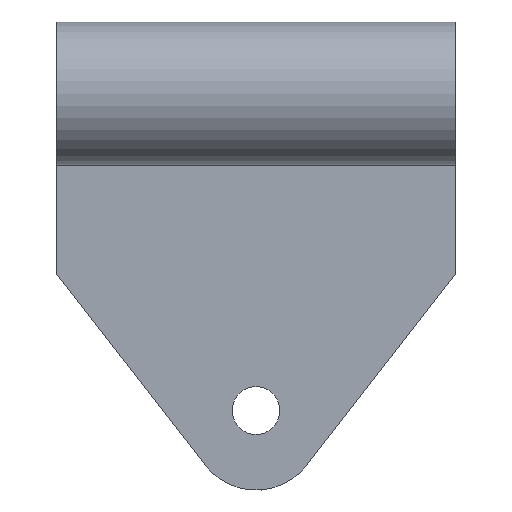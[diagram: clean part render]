
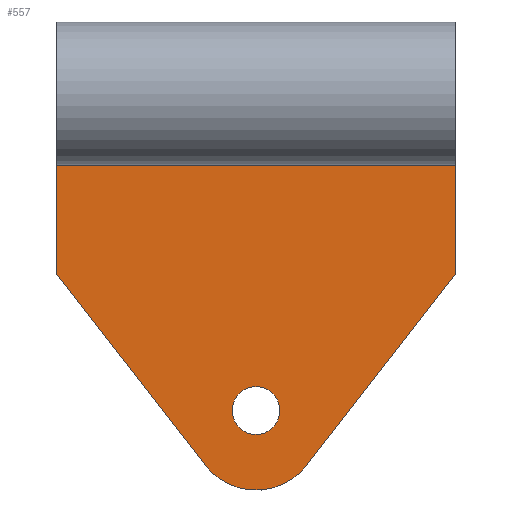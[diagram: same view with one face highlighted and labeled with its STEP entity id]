
A CAD part, front view. The second image highlights one B-rep face of the part: STEP entity #557.
In plain terms, the highlighted planar face has unit normal (0, -1, 0).
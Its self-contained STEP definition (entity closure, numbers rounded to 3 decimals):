
#15=FACE_BOUND('',#76,.T.);
#25=PLANE('',#622);
#45=FACE_OUTER_BOUND('',#75,.T.);
#75=EDGE_LOOP('',(#423,#424,#425,#426,#427,#428,#429,#430,#431,#432,#433,
#434,#435,#436,#437,#438));
#76=EDGE_LOOP('',(#439));
#107=LINE('',#883,#154);
#111=LINE('',#895,#158);
#115=LINE('',#906,#162);
#116=LINE('',#909,#163);
#120=LINE('',#916,#167);
#121=LINE('',#919,#168);
#122=LINE('',#921,#169);
#123=LINE('',#925,#170);
#124=LINE('',#926,#171);
#154=VECTOR('',#703,10.);
#158=VECTOR('',#717,10.);
#162=VECTOR('',#731,10.);
#163=VECTOR('',#734,10.);
#167=VECTOR('',#738,10.);
#168=VECTOR('',#741,10.);
#169=VECTOR('',#742,10.);
#170=VECTOR('',#745,10.);
#171=VECTOR('',#746,10.);
#195=CIRCLE('',#600,2.3);
#202=CIRCLE('',#609,2.3);
#203=CIRCLE('',#612,1.7);
#204=CIRCLE('',#614,2.3);
#205=CIRCLE('',#617,2.3);
#206=CIRCLE('',#619,1.7);
#207=CIRCLE('',#623,4.);
#208=CIRCLE('',#624,1.5);
#230=VERTEX_POINT('',#849);
#232=VERTEX_POINT('',#852);
#242=VERTEX_POINT('',#876);
#243=VERTEX_POINT('',#878);
#244=VERTEX_POINT('',#882);
#245=VERTEX_POINT('',#886);
#246=VERTEX_POINT('',#890);
#247=VERTEX_POINT('',#894);
#248=VERTEX_POINT('',#898);
#249=VERTEX_POINT('',#902);
#250=VERTEX_POINT('',#908);
#253=VERTEX_POINT('',#914);
#254=VERTEX_POINT('',#918);
#255=VERTEX_POINT('',#920);
#256=VERTEX_POINT('',#922);
#257=VERTEX_POINT('',#924);
#258=VERTEX_POINT('',#927);
#287=EDGE_CURVE('',#232,#230,#195,.T.);
#301=EDGE_CURVE('',#242,#243,#202,.T.);
#302=EDGE_CURVE('',#244,#232,#107,.T.);
#304=EDGE_CURVE('',#245,#244,#203,.T.);
#306=EDGE_CURVE('',#246,#245,#204,.T.);
#308=EDGE_CURVE('',#247,#246,#111,.T.);
#310=EDGE_CURVE('',#248,#247,#205,.T.);
#312=EDGE_CURVE('',#249,#248,#206,.T.);
#314=EDGE_CURVE('',#243,#249,#115,.T.);
#315=EDGE_CURVE('',#242,#250,#116,.T.);
#319=EDGE_CURVE('',#253,#230,#120,.T.);
#320=EDGE_CURVE('',#254,#253,#121,.T.);
#321=EDGE_CURVE('',#255,#254,#122,.T.);
#322=EDGE_CURVE('',#255,#256,#207,.T.);
#323=EDGE_CURVE('',#257,#256,#123,.T.);
#324=EDGE_CURVE('',#250,#257,#124,.T.);
#325=EDGE_CURVE('',#258,#258,#208,.T.);
#423=ORIENTED_EDGE('',*,*,#319,.F.);
#424=ORIENTED_EDGE('',*,*,#320,.F.);
#425=ORIENTED_EDGE('',*,*,#321,.F.);
#426=ORIENTED_EDGE('',*,*,#322,.T.);
#427=ORIENTED_EDGE('',*,*,#323,.F.);
#428=ORIENTED_EDGE('',*,*,#324,.F.);
#429=ORIENTED_EDGE('',*,*,#315,.F.);
#430=ORIENTED_EDGE('',*,*,#301,.T.);
#431=ORIENTED_EDGE('',*,*,#314,.T.);
#432=ORIENTED_EDGE('',*,*,#312,.T.);
#433=ORIENTED_EDGE('',*,*,#310,.T.);
#434=ORIENTED_EDGE('',*,*,#308,.T.);
#435=ORIENTED_EDGE('',*,*,#306,.T.);
#436=ORIENTED_EDGE('',*,*,#304,.T.);
#437=ORIENTED_EDGE('',*,*,#302,.T.);
#438=ORIENTED_EDGE('',*,*,#287,.T.);
#439=ORIENTED_EDGE('',*,*,#325,.T.);
#557=ADVANCED_FACE('',(#45,#15),#25,.T.);
#600=AXIS2_PLACEMENT_3D('',#853,#674,#675);
#609=AXIS2_PLACEMENT_3D('',#880,#699,#700);
#612=AXIS2_PLACEMENT_3D('',#887,#707,#708);
#614=AXIS2_PLACEMENT_3D('',#891,#712,#713);
#617=AXIS2_PLACEMENT_3D('',#899,#721,#722);
#619=AXIS2_PLACEMENT_3D('',#903,#726,#727);
#622=AXIS2_PLACEMENT_3D('',#917,#739,#740);
#623=AXIS2_PLACEMENT_3D('',#923,#743,#744);
#624=AXIS2_PLACEMENT_3D('',#928,#747,#748);
#674=DIRECTION('center_axis',(0.,-1.,0.));
#675=DIRECTION('ref_axis',(0.,0.,1.));
#699=DIRECTION('center_axis',(0.,-1.,0.));
#700=DIRECTION('ref_axis',(0.966,0.,0.259));
#703=DIRECTION('',(-1.,0.,0.));
#707=DIRECTION('center_axis',(0.,1.,0.));
#708=DIRECTION('ref_axis',(0.,0.,1.));
#712=DIRECTION('center_axis',(0.,-1.,0.));
#713=DIRECTION('ref_axis',(0.,0.,1.));
#717=DIRECTION('',(-1.,0.,0.));
#721=DIRECTION('center_axis',(0.,-1.,0.));
#722=DIRECTION('ref_axis',(0.968,0.,0.25));
#726=DIRECTION('center_axis',(0.,1.,0.));
#727=DIRECTION('ref_axis',(0.968,0.,0.25));
#731=DIRECTION('',(-1.,0.,0.));
#734=DIRECTION('',(1.,0.,0.));
#738=DIRECTION('',(1.,0.,0.));
#739=DIRECTION('center_axis',(0.,-1.,0.));
#740=DIRECTION('ref_axis',(1.,0.,0.));
#741=DIRECTION('',(0.,0.,1.));
#742=DIRECTION('',(-0.614,0.,0.789));
#743=DIRECTION('center_axis',(0.,-1.,0.));
#744=DIRECTION('ref_axis',(-0.789,0.,-0.614));
#745=DIRECTION('',(-0.614,0.,-0.789));
#746=DIRECTION('',(0.,0.,-1.));
#747=DIRECTION('center_axis',(0.,1.,0.));
#748=DIRECTION('ref_axis',(-1.,0.,0.));
#849=CARTESIAN_POINT('',(-11.789,3.,37.05));
#852=CARTESIAN_POINT('',(-10.653,3.,37.35));
#853=CARTESIAN_POINT('Origin',(-10.653,3.,35.05));
#876=CARTESIAN_POINT('',(11.789,3.,37.05));
#878=CARTESIAN_POINT('',(10.653,3.,37.35));
#880=CARTESIAN_POINT('Origin',(10.653,3.,35.05));
#882=CARTESIAN_POINT('',(-9.,3.,37.35));
#883=CARTESIAN_POINT('',(-9.,3.,37.35));
#886=CARTESIAN_POINT('',(-7.354,3.,38.625));
#887=CARTESIAN_POINT('Origin',(-9.,3.,39.05));
#890=CARTESIAN_POINT('',(-5.127,3.,40.35));
#891=CARTESIAN_POINT('Origin',(-5.127,3.,38.05));
#894=CARTESIAN_POINT('',(5.,3.,40.35));
#895=CARTESIAN_POINT('',(5.,3.,40.35));
#898=CARTESIAN_POINT('',(7.227,3.,38.625));
#899=CARTESIAN_POINT('Origin',(5.,3.,38.05));
#902=CARTESIAN_POINT('',(8.873,3.,37.35));
#903=CARTESIAN_POINT('Origin',(8.873,3.,39.05));
#906=CARTESIAN_POINT('',(10.653,3.,37.35));
#908=CARTESIAN_POINT('',(12.5,3.,37.05));
#909=CARTESIAN_POINT('',(0.,3.,37.05));
#914=CARTESIAN_POINT('',(-12.5,3.,37.05));
#916=CARTESIAN_POINT('',(0.,3.,37.05));
#917=CARTESIAN_POINT('Origin',(-12.5,3.,30.15));
#918=CARTESIAN_POINT('',(-12.5,3.,30.214));
#919=CARTESIAN_POINT('',(-12.5,3.,30.15));
#920=CARTESIAN_POINT('',(-3.157,3.,18.202));
#921=CARTESIAN_POINT('',(-3.157,3.,18.202));
#922=CARTESIAN_POINT('',(3.157,3.,18.202));
#923=CARTESIAN_POINT('Origin',(0.,3.,20.657));
#924=CARTESIAN_POINT('',(12.5,3.,30.214));
#925=CARTESIAN_POINT('',(11.037,3.,28.332));
#926=CARTESIAN_POINT('',(12.5,3.,44.05));
#927=CARTESIAN_POINT('',(1.5,3.,21.657));
#928=CARTESIAN_POINT('Origin',(0.,3.,21.657));
